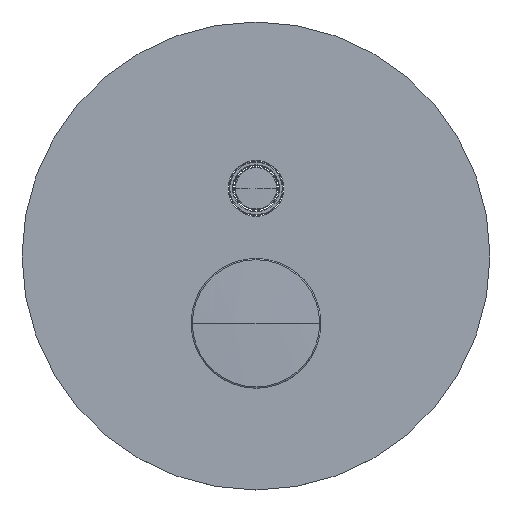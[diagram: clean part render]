
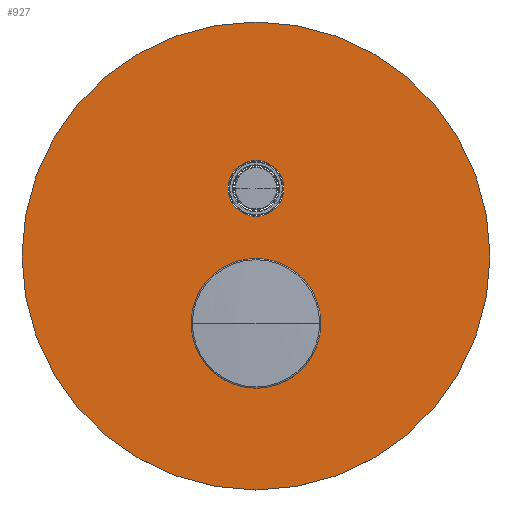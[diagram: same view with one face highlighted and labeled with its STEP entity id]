
A CAD part, top view. The second image highlights one B-rep face of the part: STEP entity #927.
In plain terms, the highlighted face is planar.
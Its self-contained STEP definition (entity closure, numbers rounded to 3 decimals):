
#754=CARTESIAN_POINT('',(0.,2.,0.));
#755=DIRECTION('',(0.,1.,0.));
#756=DIRECTION('',(1.,0.,0.));
#757=AXIS2_PLACEMENT_3D('',#754,#755,#756);
#762=CARTESIAN_POINT('',(0.,2.,0.));
#763=DIRECTION('',(0.,1.,0.));
#764=DIRECTION('',(-1.,0.,0.));
#765=AXIS2_PLACEMENT_3D('',#762,#763,#764);
#770=CARTESIAN_POINT('',(0.,2.,-26.));
#771=DIRECTION('',(0.,1.,0.));
#772=DIRECTION('',(1.,0.,0.));
#773=AXIS2_PLACEMENT_3D('',#770,#771,#772);
#778=CARTESIAN_POINT('',(0.,2.,-26.));
#779=DIRECTION('',(0.,1.,0.));
#780=DIRECTION('',(-1.,0.,0.));
#781=AXIS2_PLACEMENT_3D('',#778,#779,#780);
#786=CARTESIAN_POINT('',(0.,2.,26.));
#787=DIRECTION('',(0.,1.,0.));
#788=DIRECTION('',(1.,0.,0.));
#789=AXIS2_PLACEMENT_3D('',#786,#787,#788);
#794=CARTESIAN_POINT('',(0.,2.,26.));
#795=DIRECTION('',(0.,1.,0.));
#796=DIRECTION('',(-1.,0.,0.));
#797=AXIS2_PLACEMENT_3D('',#794,#795,#796);
#838=CARTESIAN_POINT('',(21.3,2.,-26.));
#839=CARTESIAN_POINT('',(-21.3,2.,-26.));
#840=VERTEX_POINT('',#838);
#841=VERTEX_POINT('',#839);
#842=CARTESIAN_POINT('',(10.75,2.,26.));
#843=CARTESIAN_POINT('',(-10.75,2.,26.));
#844=VERTEX_POINT('',#842);
#845=VERTEX_POINT('',#843);
#850=CARTESIAN_POINT('',(90.,2.,0.));
#851=CARTESIAN_POINT('',(-90.,2.,0.));
#852=VERTEX_POINT('',#850);
#853=VERTEX_POINT('',#851);
#906=CARTESIAN_POINT('',(0.,2.,0.));
#907=DIRECTION('',(0.,1.,0.));
#908=DIRECTION('',(1.,0.,0.));
#909=AXIS2_PLACEMENT_3D('',#906,#907,#908);
#910=PLANE('',#909);
#911=ORIENTED_EDGE('',*,*,#886,.F.);
#912=ORIENTED_EDGE('',*,*,#900,.F.);
#913=EDGE_LOOP('',(#911,#912));
#914=FACE_OUTER_BOUND('',#913,.F.);
#916=ORIENTED_EDGE('',*,*,#915,.T.);
#918=ORIENTED_EDGE('',*,*,#917,.T.);
#919=EDGE_LOOP('',(#916,#918));
#920=FACE_BOUND('',#919,.F.);
#922=ORIENTED_EDGE('',*,*,#921,.T.);
#924=ORIENTED_EDGE('',*,*,#923,.T.);
#925=EDGE_LOOP('',(#922,#924));
#926=FACE_BOUND('',#925,.F.);
#927=ADVANCED_FACE('',(#914,#920,#926),#910,.T.);
#758=CIRCLE('',#757,90.);
#766=CIRCLE('',#765,90.);
#774=CIRCLE('',#773,21.3);
#782=CIRCLE('',#781,21.3);
#790=CIRCLE('',#789,10.75);
#798=CIRCLE('',#797,10.75);
#886=EDGE_CURVE('',#852,#853,#758,.T.);
#900=EDGE_CURVE('',#853,#852,#766,.T.);
#915=EDGE_CURVE('',#840,#841,#774,.T.);
#917=EDGE_CURVE('',#841,#840,#782,.T.);
#921=EDGE_CURVE('',#844,#845,#790,.T.);
#923=EDGE_CURVE('',#845,#844,#798,.T.);
